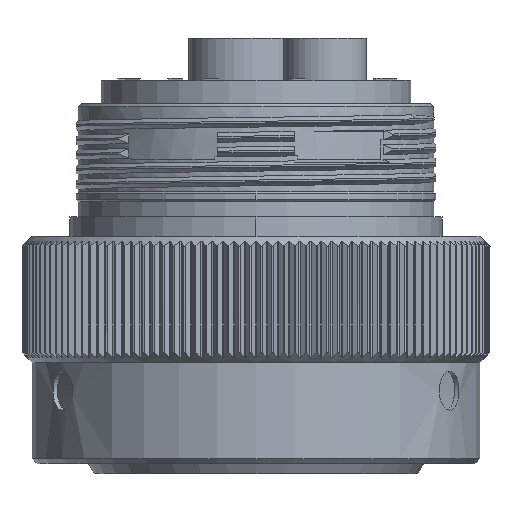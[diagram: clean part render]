
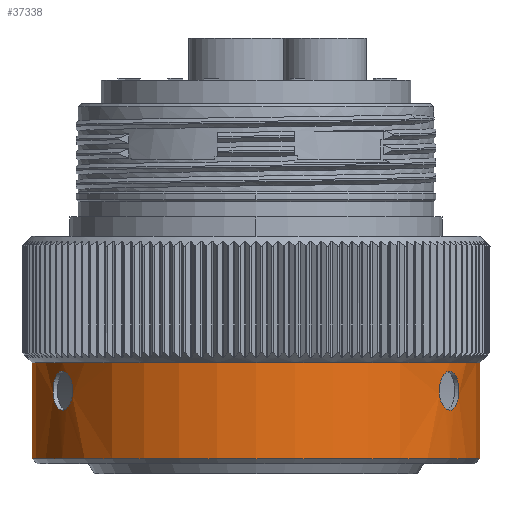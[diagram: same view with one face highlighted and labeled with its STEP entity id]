
A CAD part, left-side view. The second image highlights one B-rep face of the part: STEP entity #37338.
In plain terms, the highlighted cylindrical face has radius 22.85 mm (diameter 45.7 mm), a partial arc.
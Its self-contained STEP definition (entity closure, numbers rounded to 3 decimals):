
#3826=CARTESIAN_POINT('',(0.,0.,-2.64));
#3827=DIRECTION('',(0.,0.,-1.));
#3828=DIRECTION('',(0.,-1.,0.));
#3829=AXIS2_PLACEMENT_3D('',#3826,#3827,#3828);
#13724=DIRECTION('',(0.,0.,-1.));
#13725=VECTOR('',#13724,9.8);
#13726=CARTESIAN_POINT('',(0.,-22.85,-2.64));
#13727=LINE('',#13726,#13725);
#13728=DIRECTION('',(0.,0.,1.));
#13729=VECTOR('',#13728,9.8);
#13730=CARTESIAN_POINT('',(0.,22.85,-12.44));
#13731=LINE('',#13730,#13729);
#13736=CARTESIAN_POINT('',(0.,0.,-12.44));
#13737=DIRECTION('',(0.,0.,1.));
#13738=DIRECTION('',(0.,1.,0.));
#13739=AXIS2_PLACEMENT_3D('',#13736,#13737,#13738);
#16947=CARTESIAN_POINT('',(-11.425,19.789,-3.49));
#16948=CARTESIAN_POINT('',(-11.573,19.703,-3.49));
#16949=CARTESIAN_POINT('',(-11.871,19.527,
-3.533));
#16950=CARTESIAN_POINT('',(-12.3,19.259,
-3.744));
#16951=CARTESIAN_POINT('',(-12.647,19.032,
-4.067));
#16952=CARTESIAN_POINT('',(-12.911,18.853,
-4.484));
#16953=CARTESIAN_POINT('',(-13.076,18.739,
-4.971));
#16954=CARTESIAN_POINT('',(-13.132,18.7,
-5.493));
#16955=CARTESIAN_POINT('',(-13.075,18.74,
-6.014));
#16956=CARTESIAN_POINT('',(-12.91,18.854,
-6.499));
#16957=CARTESIAN_POINT('',(-12.641,19.036,
-6.921));
#16958=CARTESIAN_POINT('',(-12.294,19.263,
-7.24));
#16959=CARTESIAN_POINT('',(-11.871,19.526,
-7.446));
#16960=CARTESIAN_POINT('',(-11.574,19.703,-7.49));
#16961=CARTESIAN_POINT('',(-11.425,19.789,-7.49));
#16967=CARTESIAN_POINT('',(-11.425,19.789,-7.49));
#16968=CARTESIAN_POINT('',(-11.277,19.874,-7.49));
#16969=CARTESIAN_POINT('',(-10.975,20.044,
-7.447));
#16970=CARTESIAN_POINT('',(-10.53,20.281,
-7.238));
#16971=CARTESIAN_POINT('',(-10.16,20.468,
-6.915));
#16972=CARTESIAN_POINT('',(-9.873,20.608,
-6.498));
#16973=CARTESIAN_POINT('',(-9.69,20.694,
-6.011));
#16974=CARTESIAN_POINT('',(-9.628,20.722,
-5.489));
#16975=CARTESIAN_POINT('',(-9.691,20.693,
-4.967));
#16976=CARTESIAN_POINT('',(-9.873,20.608,
-4.481));
#16977=CARTESIAN_POINT('',(-10.165,20.466,
-4.059));
#16978=CARTESIAN_POINT('',(-10.535,20.278,
-3.74));
#16979=CARTESIAN_POINT('',(-10.974,20.044,
-3.534));
#16980=CARTESIAN_POINT('',(-11.276,19.875,-3.49));
#16981=CARTESIAN_POINT('',(-11.425,19.789,-3.49));
#17019=CARTESIAN_POINT('',(-11.425,-19.789,-3.49));
#17020=CARTESIAN_POINT('',(-11.278,-19.873,-3.49));
#17021=CARTESIAN_POINT('',(-10.981,-20.04,
-3.533));
#17022=CARTESIAN_POINT('',(-10.547,-20.272,
-3.733));
#17023=CARTESIAN_POINT('',(-10.177,-20.46,
-4.046));
#17024=CARTESIAN_POINT('',(-9.88,-20.604,
-4.467));
#17025=CARTESIAN_POINT('',(-9.696,-20.691,
-4.948));
#17026=CARTESIAN_POINT('',(-9.628,-20.723,
-5.47));
#17027=CARTESIAN_POINT('',(-9.687,-20.695,
-5.996));
#17028=CARTESIAN_POINT('',(-9.862,-20.613,
-6.477));
#17029=CARTESIAN_POINT('',(-10.158,-20.469,
-6.915));
#17030=CARTESIAN_POINT('',(-10.533,-20.279,
-7.239));
#17031=CARTESIAN_POINT('',(-10.977,-20.043,
-7.447));
#17032=CARTESIAN_POINT('',(-11.277,-19.874,-7.49));
#17033=CARTESIAN_POINT('',(-11.425,-19.789,-7.49));
#17039=CARTESIAN_POINT('',(-11.425,-19.789,-7.49));
#17040=CARTESIAN_POINT('',(-11.573,-19.703,-7.49));
#17041=CARTESIAN_POINT('',(-11.871,-19.527,
-7.447));
#17042=CARTESIAN_POINT('',(-12.3,-19.259,
-7.236));
#17043=CARTESIAN_POINT('',(-12.647,-19.032,
-6.913));
#17044=CARTESIAN_POINT('',(-12.911,-18.853,
-6.496));
#17045=CARTESIAN_POINT('',(-13.076,-18.739,
-6.009));
#17046=CARTESIAN_POINT('',(-13.132,-18.7,
-5.487));
#17047=CARTESIAN_POINT('',(-13.075,-18.74,
-4.965));
#17048=CARTESIAN_POINT('',(-12.91,-18.854,
-4.481));
#17049=CARTESIAN_POINT('',(-12.641,-19.036,
-4.059));
#17050=CARTESIAN_POINT('',(-12.294,-19.263,
-3.74));
#17051=CARTESIAN_POINT('',(-11.871,-19.527,
-3.534));
#17052=CARTESIAN_POINT('',(-11.574,-19.703,-3.49));
#17053=CARTESIAN_POINT('',(-11.425,-19.789,-3.49));
#23289=CARTESIAN_POINT('',(0.,-22.85,-2.64));
#23290=VERTEX_POINT('',#23289);
#23291=CARTESIAN_POINT('',(0.,22.85,-2.64));
#23292=VERTEX_POINT('',#23291);
#23956=CARTESIAN_POINT('',(0.,22.85,-12.44));
#23957=VERTEX_POINT('',#23956);
#23958=CARTESIAN_POINT('',(0.,-22.85,-12.44));
#23959=VERTEX_POINT('',#23958);
#23962=VERTEX_POINT('',#16947);
#23963=VERTEX_POINT('',#16961);
#23964=VERTEX_POINT('',#17019);
#23965=VERTEX_POINT('',#17033);
#37314=CARTESIAN_POINT('',(0.,0.,11.42));
#37315=DIRECTION('',(0.,0.,-1.));
#37316=DIRECTION('',(0.,-1.,0.));
#37317=AXIS2_PLACEMENT_3D('',#37314,#37315,#37316);
#37318=CYLINDRICAL_SURFACE('',#37317,22.85);
#37319=ORIENTED_EDGE('',*,*,#29162,.F.);
#37320=ORIENTED_EDGE('',*,*,#37303,.T.);
#37322=ORIENTED_EDGE('',*,*,#37321,.F.);
#37323=ORIENTED_EDGE('',*,*,#37299,.T.);
#37324=EDGE_LOOP('',(#37319,#37320,#37322,#37323));
#37325=FACE_OUTER_BOUND('',#37324,.F.);
#37327=ORIENTED_EDGE('',*,*,#37326,.F.);
#37329=ORIENTED_EDGE('',*,*,#37328,.F.);
#37330=EDGE_LOOP('',(#37327,#37329));
#37331=FACE_BOUND('',#37330,.F.);
#37333=ORIENTED_EDGE('',*,*,#37332,.F.);
#37335=ORIENTED_EDGE('',*,*,#37334,.F.);
#37336=EDGE_LOOP('',(#37333,#37335));
#37337=FACE_BOUND('',#37336,.F.);
#37338=ADVANCED_FACE('',(#37325,#37331,#37337),#37318,.T.);
#3830=CIRCLE('',#3829,22.85);
#13740=CIRCLE('',#13739,22.85);
#16962=B_SPLINE_CURVE_WITH_KNOTS('',3,(#16947,#16948,#16949,#16950,#16951,
#16952,#16953,#16954,#16955,#16956,#16957,#16958,#16959,#16960,#16961),
.UNSPECIFIED.,.F.,.F.,(4,1,1,1,1,1,1,1,1,1,1,1,4),(0.,0.083,
0.167,0.25,0.333,0.417,0.5,
0.583,0.667,0.75,0.833,0.917,
1.),.UNSPECIFIED.);
#16982=B_SPLINE_CURVE_WITH_KNOTS('',3,(#16967,#16968,#16969,#16970,#16971,
#16972,#16973,#16974,#16975,#16976,#16977,#16978,#16979,#16980,#16981),
.UNSPECIFIED.,.F.,.F.,(4,1,1,1,1,1,1,1,1,1,1,1,4),(0.,0.083,
0.167,0.25,0.333,0.417,0.5,
0.583,0.667,0.75,0.833,0.917,
1.),.UNSPECIFIED.);
#17034=B_SPLINE_CURVE_WITH_KNOTS('',3,(#17019,#17020,#17021,#17022,#17023,
#17024,#17025,#17026,#17027,#17028,#17029,#17030,#17031,#17032,#17033),
.UNSPECIFIED.,.F.,.F.,(4,1,1,1,1,1,1,1,1,1,1,1,4),(0.,0.083,
0.167,0.25,0.333,0.417,0.5,
0.583,0.667,0.75,0.833,0.917,
1.),.UNSPECIFIED.);
#17054=B_SPLINE_CURVE_WITH_KNOTS('',3,(#17039,#17040,#17041,#17042,#17043,
#17044,#17045,#17046,#17047,#17048,#17049,#17050,#17051,#17052,#17053),
.UNSPECIFIED.,.F.,.F.,(4,1,1,1,1,1,1,1,1,1,1,1,4),(0.,0.083,
0.167,0.25,0.333,0.417,0.5,
0.583,0.667,0.75,0.833,0.917,
1.),.UNSPECIFIED.);
#29162=EDGE_CURVE('',#23290,#23292,#3830,.T.);
#37299=EDGE_CURVE('',#23957,#23292,#13731,.T.);
#37303=EDGE_CURVE('',#23290,#23959,#13727,.T.);
#37321=EDGE_CURVE('',#23957,#23959,#13740,.T.);
#37326=EDGE_CURVE('',#23962,#23963,#16962,.T.);
#37328=EDGE_CURVE('',#23963,#23962,#16982,.T.);
#37332=EDGE_CURVE('',#23964,#23965,#17034,.T.);
#37334=EDGE_CURVE('',#23965,#23964,#17054,.T.);
